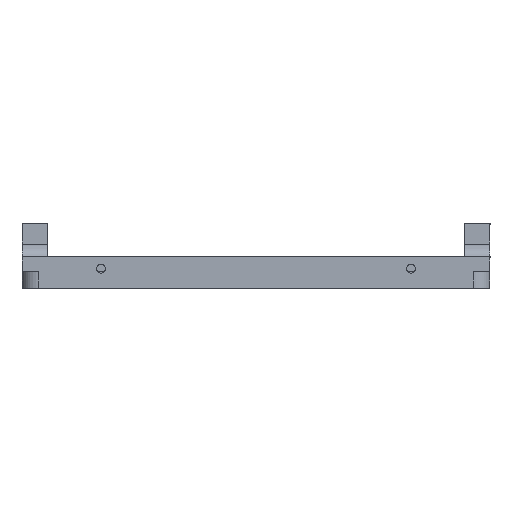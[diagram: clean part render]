
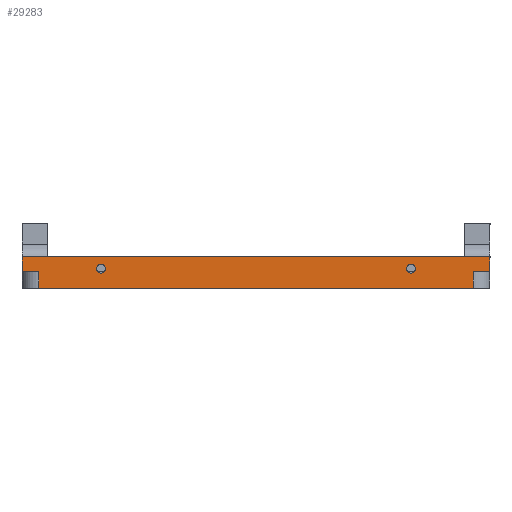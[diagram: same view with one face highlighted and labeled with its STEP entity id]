
A CAD part, front view. The second image highlights one B-rep face of the part: STEP entity #29283.
In plain terms, the highlighted planar face has unit normal (0, -1, 0).
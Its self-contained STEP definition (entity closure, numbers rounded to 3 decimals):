
#172 = LINE ( 'NONE', #4869, #19396 ) ;
#316 = DIRECTION ( 'NONE',  ( 0., 0., -1. ) ) ;
#948 = ORIENTED_EDGE ( 'NONE', *, *, #10819, .F. ) ;
#959 = LINE ( 'NONE', #3423, #5385 ) ;
#1518 = CIRCLE ( 'NONE', #27039, 0.8 ) ;
#1761 = VERTEX_POINT ( 'NONE', #11420 ) ;
#2383 = CARTESIAN_POINT ( 'NONE',  ( -27.5, -163.75, -0.3 ) ) ;
#2521 = ORIENTED_EDGE ( 'NONE', *, *, #23341, .F. ) ;
#3063 = DIRECTION ( 'NONE',  ( -1., 0., 0. ) ) ;
#3423 = CARTESIAN_POINT ( 'NONE',  ( -38.5, -163.75, -3. ) ) ;
#3595 = DIRECTION ( 'NONE',  ( 0., 0., -1. ) ) ;
#3931 = VECTOR ( 'NONE', #31787, 1000. ) ;
#4639 = DIRECTION ( 'NONE',  ( 0., 0., 1. ) ) ;
#4825 = CARTESIAN_POINT ( 'NONE',  ( -41.5, -163.75, 2.6 ) ) ;
#4869 = CARTESIAN_POINT ( 'NONE',  ( -41.5, -163.75, 2.6 ) ) ;
#5385 = VECTOR ( 'NONE', #30628, 1000. ) ;
#6014 = LINE ( 'NONE', #8633, #32218 ) ;
#6041 = DIRECTION ( 'NONE',  ( 0., -1., 0. ) ) ;
#6308 = CARTESIAN_POINT ( 'NONE',  ( 41.5, -163.75, 0. ) ) ;
#6539 = EDGE_CURVE ( 'NONE', #29749, #17182, #28766, .T. ) ;
#6613 = DIRECTION ( 'NONE',  ( -1., 0., 0. ) ) ;
#6667 = DIRECTION ( 'NONE',  ( 0., -1., 0. ) ) ;
#6760 = ORIENTED_EDGE ( 'NONE', *, *, #15083, .F. ) ;
#8125 = EDGE_LOOP ( 'NONE', ( #28082, #948, #19720, #18374, #2521, #26849, #15578, #16129 ) ) ;
#8633 = CARTESIAN_POINT ( 'NONE',  ( 0., -163.75, 0. ) ) ;
#9149 = CARTESIAN_POINT ( 'NONE',  ( 0., -163.75, 2.6 ) ) ;
#9439 = DIRECTION ( 'NONE',  ( 0., 0., -1. ) ) ;
#10603 = CARTESIAN_POINT ( 'NONE',  ( -38.5, -163.75, -3. ) ) ;
#10819 = EDGE_CURVE ( 'NONE', #14988, #28990, #24981, .T. ) ;
#10914 = CARTESIAN_POINT ( 'NONE',  ( 27.5, -163.75, 0.5 ) ) ;
#11087 = DIRECTION ( 'NONE',  ( 0., -1., 0. ) ) ;
#11325 = VERTEX_POINT ( 'NONE', #11595 ) ;
#11420 = CARTESIAN_POINT ( 'NONE',  ( -38.5, -163.75, 0. ) ) ;
#11472 = LINE ( 'NONE', #19788, #14695 ) ;
#11595 = CARTESIAN_POINT ( 'NONE',  ( -41.5, -163.75, 0. ) ) ;
#12069 = VECTOR ( 'NONE', #20447, 1000. ) ;
#12486 = EDGE_CURVE ( 'NONE', #28990, #17182, #11472, .T. ) ;
#12756 = AXIS2_PLACEMENT_3D ( 'NONE', #16454, #6041, #3595 ) ;
#14180 = DIRECTION ( 'NONE',  ( -1., 0., 0. ) ) ;
#14580 = EDGE_CURVE ( 'NONE', #28095, #1761, #959, .T. ) ;
#14695 = VECTOR ( 'NONE', #6613, 1000. ) ;
#14988 = VERTEX_POINT ( 'NONE', #19639 ) ;
#15083 = EDGE_CURVE ( 'NONE', #25794, #29646, #1518, .T. ) ;
#15504 = CIRCLE ( 'NONE', #22728, 0.8 ) ;
#15578 = ORIENTED_EDGE ( 'NONE', *, *, #26778, .F. ) ;
#15813 = DIRECTION ( 'NONE',  ( 0., 0., -1. ) ) ;
#16116 = CIRCLE ( 'NONE', #12756, 0.8 ) ;
#16129 = ORIENTED_EDGE ( 'NONE', *, *, #6539, .T. ) ;
#16296 = CARTESIAN_POINT ( 'NONE',  ( 38.5, -163.75, -3. ) ) ;
#16454 = CARTESIAN_POINT ( 'NONE',  ( 27.5, -163.75, 0.5 ) ) ;
#16835 = PLANE ( 'NONE',  #21289 ) ;
#17182 = VERTEX_POINT ( 'NONE', #22435 ) ;
#17297 = EDGE_CURVE ( 'NONE', #30196, #25595, #15504, .T. ) ;
#17338 = EDGE_CURVE ( 'NONE', #18814, #11325, #172, .T. ) ;
#18374 = ORIENTED_EDGE ( 'NONE', *, *, #17338, .T. ) ;
#18814 = VERTEX_POINT ( 'NONE', #4825 ) ;
#19107 = EDGE_CURVE ( 'NONE', #29646, #25794, #16116, .T. ) ;
#19376 = ORIENTED_EDGE ( 'NONE', *, *, #26318, .F. ) ;
#19396 = VECTOR ( 'NONE', #15813, 1000. ) ;
#19437 = DIRECTION ( 'NONE',  ( 0., -1., 0. ) ) ;
#19639 = CARTESIAN_POINT ( 'NONE',  ( 41.5, -163.75, 2.6 ) ) ;
#19720 = ORIENTED_EDGE ( 'NONE', *, *, #30416, .T. ) ;
#19788 = CARTESIAN_POINT ( 'NONE',  ( 0., -163.75, 0. ) ) ;
#20026 = CARTESIAN_POINT ( 'NONE',  ( -27.5, -163.75, 0.5 ) ) ;
#20447 = DIRECTION ( 'NONE',  ( 0., 0., -1. ) ) ;
#21163 = CARTESIAN_POINT ( 'NONE',  ( 27.5, -163.75, 1.3 ) ) ;
#21191 = CARTESIAN_POINT ( 'NONE',  ( 0., -163.75, -3. ) ) ;
#21289 = AXIS2_PLACEMENT_3D ( 'NONE', #30045, #19437, #30211 ) ;
#21839 = LINE ( 'NONE', #9149, #29580 ) ;
#22376 = CARTESIAN_POINT ( 'NONE',  ( 41.5, -163.75, 2.6 ) ) ;
#22394 = FACE_BOUND ( 'NONE', #30830, .T. ) ;
#22435 = CARTESIAN_POINT ( 'NONE',  ( 38.5, -163.75, 0. ) ) ;
#22728 = AXIS2_PLACEMENT_3D ( 'NONE', #26057, #29010, #23279 ) ;
#23279 = DIRECTION ( 'NONE',  ( 0., 0., -1. ) ) ;
#23317 = AXIS2_PLACEMENT_3D ( 'NONE', #20026, #6667, #9439 ) ;
#23341 = EDGE_CURVE ( 'NONE', #1761, #11325, #6014, .T. ) ;
#24323 = FACE_OUTER_BOUND ( 'NONE', #8125, .T. ) ;
#24981 = LINE ( 'NONE', #22376, #12069 ) ;
#25001 = FACE_BOUND ( 'NONE', #32974, .T. ) ;
#25531 = CIRCLE ( 'NONE', #23317, 0.8 ) ;
#25595 = VERTEX_POINT ( 'NONE', #2383 ) ;
#25794 = VERTEX_POINT ( 'NONE', #29804 ) ;
#25937 = CARTESIAN_POINT ( 'NONE',  ( -27.5, -163.75, 1.3 ) ) ;
#26057 = CARTESIAN_POINT ( 'NONE',  ( -27.5, -163.75, 0.5 ) ) ;
#26318 = EDGE_CURVE ( 'NONE', #25595, #30196, #25531, .T. ) ;
#26778 = EDGE_CURVE ( 'NONE', #29749, #28095, #33872, .T. ) ;
#26849 = ORIENTED_EDGE ( 'NONE', *, *, #14580, .F. ) ;
#27039 = AXIS2_PLACEMENT_3D ( 'NONE', #10914, #11087, #316 ) ;
#27207 = ORIENTED_EDGE ( 'NONE', *, *, #17297, .F. ) ;
#28082 = ORIENTED_EDGE ( 'NONE', *, *, #12486, .F. ) ;
#28095 = VERTEX_POINT ( 'NONE', #10603 ) ;
#28766 = LINE ( 'NONE', #34329, #34296 ) ;
#28990 = VERTEX_POINT ( 'NONE', #6308 ) ;
#29010 = DIRECTION ( 'NONE',  ( 0., -1., 0. ) ) ;
#29283 = ADVANCED_FACE ( 'NONE', ( #22394, #25001, #24323 ), #16835, .T. ) ;
#29580 = VECTOR ( 'NONE', #14180, 1000. ) ;
#29646 = VERTEX_POINT ( 'NONE', #21163 ) ;
#29749 = VERTEX_POINT ( 'NONE', #16296 ) ;
#29804 = CARTESIAN_POINT ( 'NONE',  ( 27.5, -163.75, -0.3 ) ) ;
#30045 = CARTESIAN_POINT ( 'NONE',  ( 0., -163.75, 2.6 ) ) ;
#30196 = VERTEX_POINT ( 'NONE', #25937 ) ;
#30211 = DIRECTION ( 'NONE',  ( 0., 0., -1. ) ) ;
#30416 = EDGE_CURVE ( 'NONE', #14988, #18814, #21839, .T. ) ;
#30628 = DIRECTION ( 'NONE',  ( 0., 0., 1. ) ) ;
#30830 = EDGE_LOOP ( 'NONE', ( #19376, #27207 ) ) ;
#31787 = DIRECTION ( 'NONE',  ( -1., 0., 0. ) ) ;
#32218 = VECTOR ( 'NONE', #3063, 1000. ) ;
#32974 = EDGE_LOOP ( 'NONE', ( #6760, #34123 ) ) ;
#33872 = LINE ( 'NONE', #21191, #3931 ) ;
#34123 = ORIENTED_EDGE ( 'NONE', *, *, #19107, .F. ) ;
#34296 = VECTOR ( 'NONE', #4639, 1000. ) ;
#34329 = CARTESIAN_POINT ( 'NONE',  ( 38.5, -163.75, -3. ) ) ;
